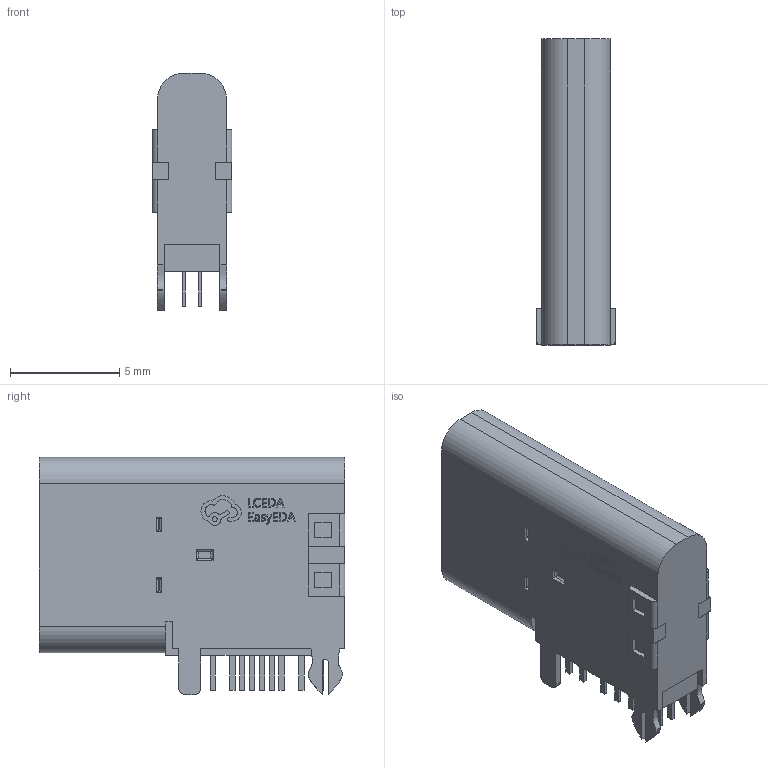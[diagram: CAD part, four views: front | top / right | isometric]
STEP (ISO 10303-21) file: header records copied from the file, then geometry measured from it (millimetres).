
FILE_DESCRIPTION(('FreeCAD Model'),'2;1');
FILE_NAME('Open CASCADE Shape Model','2024-05-29T17:46:42',('Author'),( ''),'Open CASCADE STEP processor 7.6','FreeCAD','Unknown');
FILE_SCHEMA(('AUTOMOTIVE_DESIGN { 1 0 10303 214 1 1 1 1 }'));
Length unit declared in the file: millimetre
Products named in the file (32): 5WFW-USB1; USB-C-TH_U264-141N-4BAC10; COMPOUND029; COMPOUND; COMPOUND001; COMPOUND002; COMPOUND003; COMPOUND004; COMPOUND005; COMPOUND006; COMPOUND007; COMPOUND008; COMPOUND009; COMPOUND010; COMPOUND011; COMPOUND012; COMPOUND013; COMPOUND014; COMPOUND015; COMPOUND016; COMPOUND017; COMPOUND018; COMPOUND019; COMPOUND020; COMPOUND021; COMPOUND022; COMPOUND023; COMPOUND024; COMPOUND025; COMPOUND026; COMPOUND027; COMPOUND028
Assembly tree (31 placements, depth 4):
  5WFW-USB1
    USB-C-TH_U264-141N-4BAC10
      COMPOUND029
        COMPOUND
        COMPOUND001
        COMPOUND002
        COMPOUND003
        COMPOUND004
        COMPOUND005
        COMPOUND006
        COMPOUND007
        COMPOUND008
        COMPOUND009
        COMPOUND010
        COMPOUND011
        COMPOUND012
        COMPOUND013
        COMPOUND014
        COMPOUND015
        COMPOUND016
        COMPOUND017
        COMPOUND018
        COMPOUND019
        COMPOUND020
        COMPOUND021
        COMPOUND022
        COMPOUND023
        COMPOUND024
        COMPOUND025
        COMPOUND026
        COMPOUND027
        COMPOUND028
Bounding box: 3.66 x 14 x 10.87 mm (x, y, z)
Volume: 295.9 mm3; surface area: 1005 mm2
Topology: 29 solids, 29 shells, 688 faces, 1739 edges, 1148 vertices
Faces by surface type: plane 526, bspline 120, cylinder 42
Entity records: 24623 total; most frequent: CARTESIAN_POINT 5927, ORIENTED_EDGE 3478, DIRECTION 2709, EDGE_CURVE 1739, LINE 1433, VECTOR 1433, VERTEX_POINT 1148, FACE_BOUND 745
